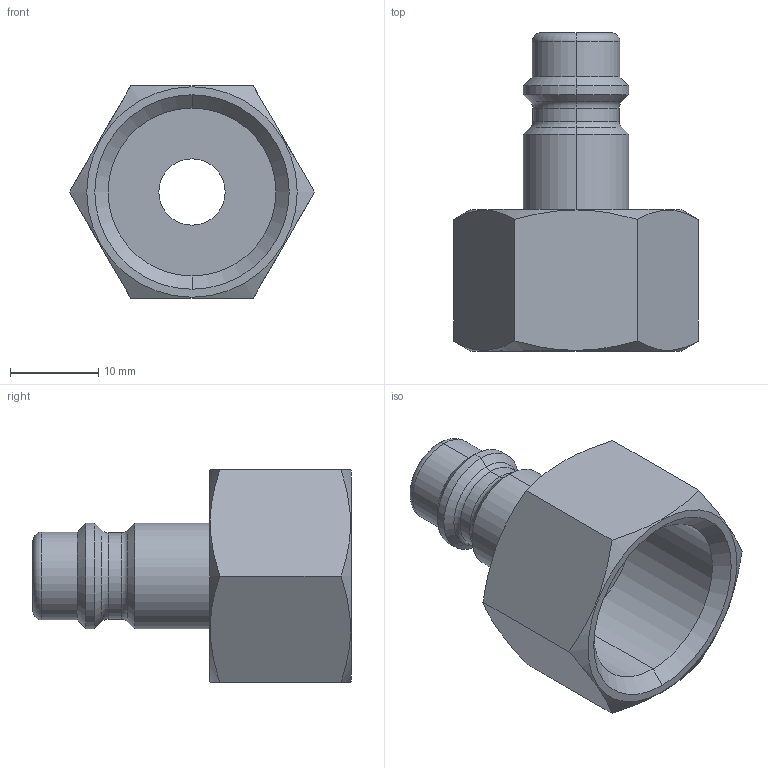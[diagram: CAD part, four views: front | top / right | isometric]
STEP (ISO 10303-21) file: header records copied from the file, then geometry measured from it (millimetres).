
FILE_DESCRIPTION (( 'STEP AP203' ), '1' );
FILE_NAME ('07261104.STEP', '2011-06-15T16:26:10', ( 'SP' ), ( 'sopra-pneumatic' ), 'SwSTEP 2.0', 'SolidWorks 2011', '' );
FILE_SCHEMA (( 'CONFIG_CONTROL_DESIGN' ));
Length unit declared in the file: millimetre
Products named in the file (1): 07261104
Bounding box: 27.71 x 36 x 24 mm (x, y, z)
Volume: 4852.9 mm3; surface area: 4177.4 mm2
Topology: 1 solids, 1 shells, 40 faces, 88 edges, 52 vertices
Faces by surface type: cylinder 12, cone 12, plane 10, torus 6
Entity records: 1279 total; most frequent: CARTESIAN_POINT 317, DIRECTION 196, ORIENTED_EDGE 176, EDGE_CURVE 88, AXIS2_PLACEMENT_3D 83, VERTEX_POINT 52, EDGE_LOOP 44, CIRCLE 42
